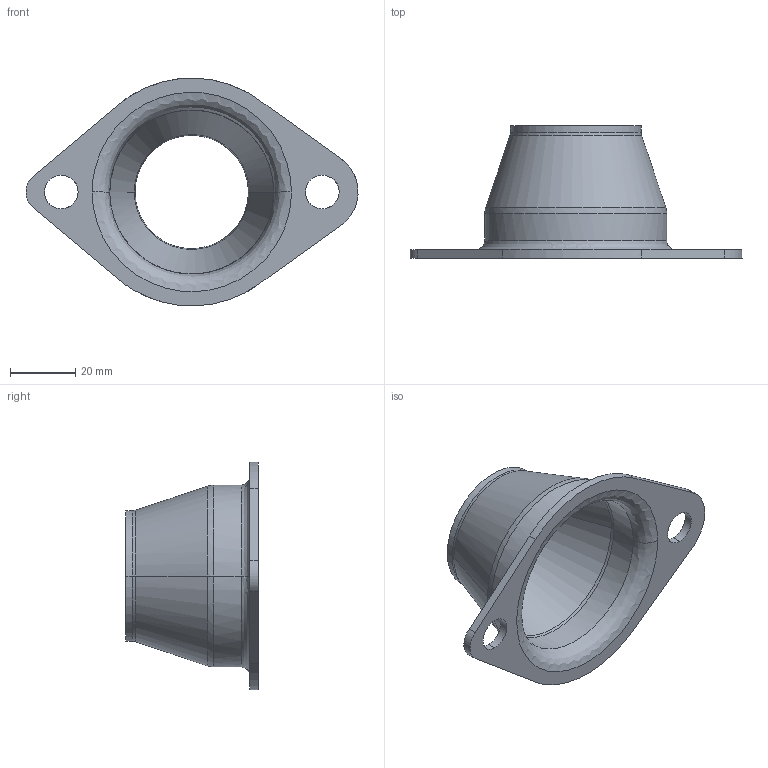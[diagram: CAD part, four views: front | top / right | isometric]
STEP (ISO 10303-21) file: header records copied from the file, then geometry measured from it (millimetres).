
FILE_DESCRIPTION(/* description */ (''),/* implementation_level */ '2;1');
FILE_NAME(/* name */ 'P10',/* time_stamp */ '2017-08-10T10:26:49+02:00',/* author */ (''),/* organization */ (''),/* preprocessor_version */ 'ST-DEVELOPER v15',/* originating_system */ '',/* authorisation */ '');
FILE_SCHEMA (('CONFIG_CONTROL_DESIGN'));
Length unit declared in the file: millimetre
Products named in the file (1): Document
Bounding box: 101.75 x 40.65 x 69.81 mm (x, y, z)
Volume: 21137.6 mm3; surface area: 17244.8 mm2
Topology: 1 solids, 1 shells, 39 faces, 88 edges, 52 vertices
Faces by surface type: bspline 32, plane 7
Entity records: 2297 total; most frequent: CARTESIAN_POINT 1705, ORIENTED_EDGE 176, EDGE_CURVE 88, VERTEX_POINT 52, EDGE_LOOP 46, ADVANCED_FACE 39, FACE_OUTER_BOUND 39, B_SPLINE_CURVE_WITH_KNOTS 32
